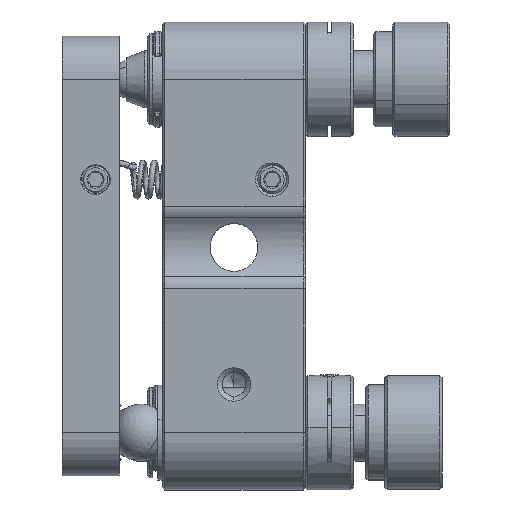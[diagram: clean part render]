
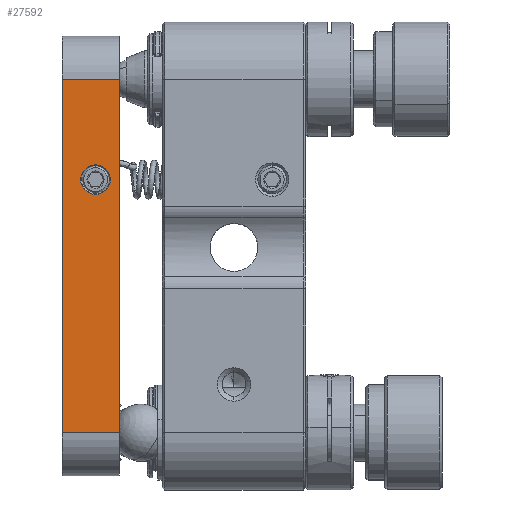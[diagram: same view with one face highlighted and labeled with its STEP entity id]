
A CAD part, front view. The second image highlights one B-rep face of the part: STEP entity #27592.
In plain terms, the highlighted planar face has unit normal (0, -1, 0).
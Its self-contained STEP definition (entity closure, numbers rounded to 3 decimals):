
#77 = DIRECTION ( 'NONE',  ( 1., 0., 0. ) ) ;
#100 = DIRECTION ( 'NONE',  ( 0., 0., 1. ) ) ;
#480 = EDGE_CURVE ( 'NONE', #4495, #19340, #13451, .T. ) ;
#581 = DIRECTION ( 'NONE',  ( 0., 0., 1. ) ) ;
#1223 = VECTOR ( 'NONE', #9272, 1000. ) ;
#1464 = DIRECTION ( 'NONE',  ( 0., 1., 0. ) ) ;
#1486 = VECTOR ( 'NONE', #13436, 1000. ) ;
#2382 = LINE ( 'NONE', #21026, #12452 ) ;
#3275 = ORIENTED_EDGE ( 'NONE', *, *, #25257, .T. ) ;
#3542 = CARTESIAN_POINT ( 'NONE',  ( 3., -23., -18.5 ) ) ;
#3762 = PLANE ( 'NONE',  #23709 ) ;
#4108 = LINE ( 'NONE', #27833, #1486 ) ;
#4495 = VERTEX_POINT ( 'NONE', #13942 ) ;
#5121 = CARTESIAN_POINT ( 'NONE',  ( -3., -23., -18.5 ) ) ;
#5252 = ORIENTED_EDGE ( 'NONE', *, *, #10339, .T. ) ;
#5778 = AXIS2_PLACEMENT_3D ( 'NONE', #17231, #26585, #581 ) ;
#6054 = FACE_BOUND ( 'NONE', #27023, .T. ) ;
#7479 = VERTEX_POINT ( 'NONE', #16267 ) ;
#7609 = ORIENTED_EDGE ( 'NONE', *, *, #28751, .F. ) ;
#7677 = EDGE_CURVE ( 'NONE', #8663, #28473, #2382, .T. ) ;
#8155 = DIRECTION ( 'NONE',  ( 0., 0., -1. ) ) ;
#8663 = VERTEX_POINT ( 'NONE', #5121 ) ;
#9272 = DIRECTION ( 'NONE',  ( 0., 0., -1. ) ) ;
#10339 = EDGE_CURVE ( 'NONE', #28661, #7479, #4108, .T. ) ;
#10806 = DIRECTION ( 'NONE',  ( 0., 0., 1. ) ) ;
#11424 = DIRECTION ( 'NONE',  ( 0., 1., 0. ) ) ;
#12452 = VECTOR ( 'NONE', #77, 1000. ) ;
#13035 = ORIENTED_EDGE ( 'NONE', *, *, #7677, .T. ) ;
#13211 = EDGE_LOOP ( 'NONE', ( #18367, #13035, #7609, #5252 ) ) ;
#13436 = DIRECTION ( 'NONE',  ( -1., 0., 0. ) ) ;
#13451 = CIRCLE ( 'NONE', #27131, 1.55 ) ;
#13472 = CARTESIAN_POINT ( 'NONE',  ( 3., -23., -23. ) ) ;
#13942 = CARTESIAN_POINT ( 'NONE',  ( 0.5, -23., 6.45 ) ) ;
#13997 = CARTESIAN_POINT ( 'NONE',  ( -3., -23., -23. ) ) ;
#14444 = LINE ( 'NONE', #13997, #1223 ) ;
#14933 = VECTOR ( 'NONE', #8155, 1000. ) ;
#15372 = FACE_OUTER_BOUND ( 'NONE', #13211, .T. ) ;
#15613 = LINE ( 'NONE', #13472, #14933 ) ;
#16267 = CARTESIAN_POINT ( 'NONE',  ( -3., -23., 18.5 ) ) ;
#17231 = CARTESIAN_POINT ( 'NONE',  ( 0.5, -23., 8. ) ) ;
#17839 = CARTESIAN_POINT ( 'NONE',  ( 0.5, -23., 8. ) ) ;
#18367 = ORIENTED_EDGE ( 'NONE', *, *, #27847, .T. ) ;
#18937 = CIRCLE ( 'NONE', #5778, 1.55 ) ;
#19340 = VERTEX_POINT ( 'NONE', #23293 ) ;
#19576 = ORIENTED_EDGE ( 'NONE', *, *, #480, .T. ) ;
#21026 = CARTESIAN_POINT ( 'NONE',  ( 3., -23., -18.5 ) ) ;
#22341 = CARTESIAN_POINT ( 'NONE',  ( 3., -23., 18.5 ) ) ;
#22402 = CARTESIAN_POINT ( 'NONE',  ( 3., -23., -23. ) ) ;
#23293 = CARTESIAN_POINT ( 'NONE',  ( 0.5, -23., 9.55 ) ) ;
#23709 = AXIS2_PLACEMENT_3D ( 'NONE', #22402, #1464, #10806 ) ;
#25257 = EDGE_CURVE ( 'NONE', #19340, #4495, #18937, .T. ) ;
#26585 = DIRECTION ( 'NONE',  ( 0., 1., 0. ) ) ;
#27023 = EDGE_LOOP ( 'NONE', ( #19576, #3275 ) ) ;
#27131 = AXIS2_PLACEMENT_3D ( 'NONE', #17839, #11424, #100 ) ;
#27592 = ADVANCED_FACE ( 'NONE', ( #6054, #15372 ), #3762, .F. ) ;
#27833 = CARTESIAN_POINT ( 'NONE',  ( 3., -23., 18.5 ) ) ;
#27847 = EDGE_CURVE ( 'NONE', #7479, #8663, #14444, .T. ) ;
#28473 = VERTEX_POINT ( 'NONE', #3542 ) ;
#28661 = VERTEX_POINT ( 'NONE', #22341 ) ;
#28751 = EDGE_CURVE ( 'NONE', #28661, #28473, #15613, .T. ) ;
